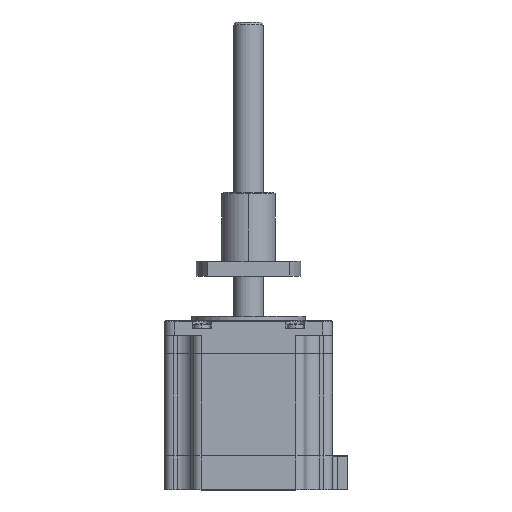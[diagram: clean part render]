
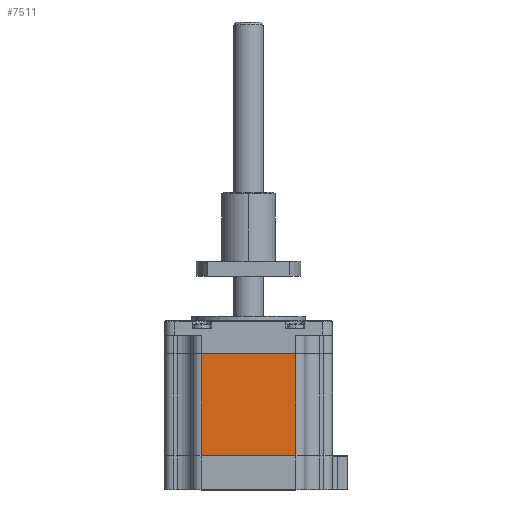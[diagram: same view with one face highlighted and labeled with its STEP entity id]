
A CAD part, top view. The second image highlights one B-rep face of the part: STEP entity #7511.
In plain terms, the highlighted planar face has unit normal (0, 0, 1).
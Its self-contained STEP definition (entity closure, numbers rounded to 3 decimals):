
#390 = DIRECTION ( 'NONE',  ( 0., 1., 0. ) ) ;
#535 = CARTESIAN_POINT ( 'NONE',  ( -0.579, -60.672, 91.75 ) ) ;
#607 = CARTESIAN_POINT ( 'NONE',  ( -0.579, -26.672, 91.75 ) ) ;
#866 = CARTESIAN_POINT ( 'NONE',  ( -0.579, -26.672, 91.75 ) ) ;
#1332 = EDGE_CURVE ( 'NONE', #2367, #6194, #13489, .T. ) ;
#1386 = DIRECTION ( 'NONE',  ( 0., 1., 0. ) ) ;
#2367 = VERTEX_POINT ( 'NONE', #866 ) ;
#2596 = PLANE ( 'NONE',  #12837 ) ;
#2641 = DIRECTION ( 'NONE',  ( 0., -1., 0. ) ) ;
#3269 = CARTESIAN_POINT ( 'NONE',  ( -32.179, -60.672, 91.75 ) ) ;
#4058 = ORIENTED_EDGE ( 'NONE', *, *, #9518, .F. ) ;
#4318 = LINE ( 'NONE', #7665, #9606 ) ;
#5726 = CARTESIAN_POINT ( 'NONE',  ( -32.179, -26.672, 91.75 ) ) ;
#6194 = VERTEX_POINT ( 'NONE', #5726 ) ;
#7125 = VECTOR ( 'NONE', #1386, 1000. ) ;
#7290 = VERTEX_POINT ( 'NONE', #3269 ) ;
#7511 = ADVANCED_FACE ( 'NONE', ( #13268 ), #2596, .F. ) ;
#7665 = CARTESIAN_POINT ( 'NONE',  ( -32.179, -60.672, 91.75 ) ) ;
#7932 = DIRECTION ( 'NONE',  ( -1., 0., 0. ) ) ;
#8392 = EDGE_LOOP ( 'NONE', ( #9978, #4058, #9943, #10249 ) ) ;
#8944 = DIRECTION ( 'NONE',  ( 0., 0., -1. ) ) ;
#9473 = CARTESIAN_POINT ( 'NONE',  ( -0.579, -60.672, 91.75 ) ) ;
#9494 = EDGE_CURVE ( 'NONE', #9634, #2367, #13091, .T. ) ;
#9518 = EDGE_CURVE ( 'NONE', #7290, #6194, #4318, .T. ) ;
#9606 = VECTOR ( 'NONE', #390, 1000. ) ;
#9634 = VERTEX_POINT ( 'NONE', #535 ) ;
#9747 = CARTESIAN_POINT ( 'NONE',  ( -0.579, -60.672, 91.75 ) ) ;
#9943 = ORIENTED_EDGE ( 'NONE', *, *, #12289, .F. ) ;
#9978 = ORIENTED_EDGE ( 'NONE', *, *, #1332, .T. ) ;
#10208 = LINE ( 'NONE', #9473, #12666 ) ;
#10249 = ORIENTED_EDGE ( 'NONE', *, *, #9494, .T. ) ;
#10548 = DIRECTION ( 'NONE',  ( -1., 0., 0. ) ) ;
#10693 = VECTOR ( 'NONE', #7932, 1000. ) ;
#12289 = EDGE_CURVE ( 'NONE', #9634, #7290, #10208, .T. ) ;
#12666 = VECTOR ( 'NONE', #10548, 1000. ) ;
#12837 = AXIS2_PLACEMENT_3D ( 'NONE', #13147, #8944, #2641 ) ;
#13091 = LINE ( 'NONE', #9747, #7125 ) ;
#13147 = CARTESIAN_POINT ( 'NONE',  ( -0.579, -60.672, 91.75 ) ) ;
#13268 = FACE_OUTER_BOUND ( 'NONE', #8392, .T. ) ;
#13489 = LINE ( 'NONE', #607, #10693 ) ;
